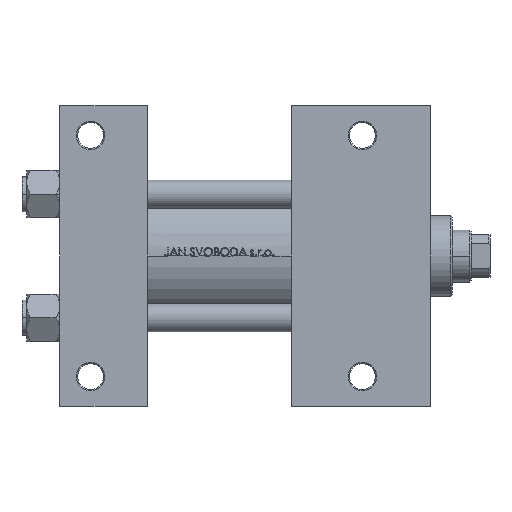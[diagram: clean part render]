
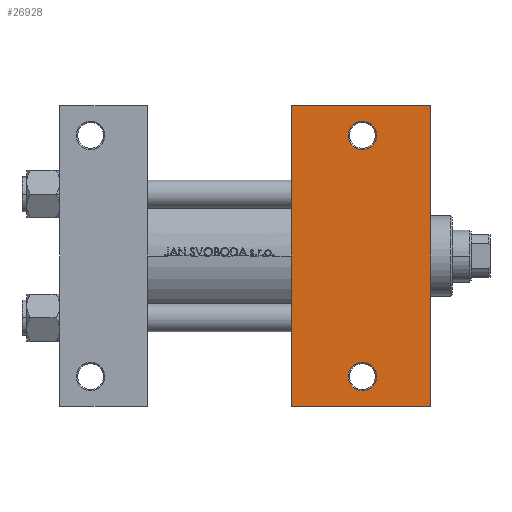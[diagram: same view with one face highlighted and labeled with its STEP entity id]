
A CAD part, front view. The second image highlights one B-rep face of the part: STEP entity #26928.
In plain terms, the highlighted face is planar.
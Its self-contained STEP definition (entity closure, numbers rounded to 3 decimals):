
#647 = CARTESIAN_POINT ( 'NONE',  ( 128., -51., -37.5 ) ) ;
#1102 = AXIS2_PLACEMENT_3D ( 'NONE', #647, #27425, #42548 ) ;
#1549 = FACE_BOUND ( 'NONE', #15375, .T. ) ;
#1943 = DIRECTION ( 'NONE',  ( 0., 0., 1. ) ) ;
#2240 = VECTOR ( 'NONE', #33148, 1000. ) ;
#2643 = ORIENTED_EDGE ( 'NONE', *, *, #4166, .T. ) ;
#3810 = VERTEX_POINT ( 'NONE', #28541 ) ;
#3869 = CARTESIAN_POINT ( 'NONE',  ( 98., 37.5, -37.5 ) ) ;
#4166 = EDGE_CURVE ( 'NONE', #4882, #31241, #16797, .T. ) ;
#4600 = EDGE_CURVE ( 'NONE', #33257, #17639, #13999, .T. ) ;
#4678 = CARTESIAN_POINT ( 'NONE',  ( 128., -51., -37.5 ) ) ;
#4882 = VERTEX_POINT ( 'NONE', #17640 ) ;
#5323 = ORIENTED_EDGE ( 'NONE', *, *, #25330, .T. ) ;
#5990 = ORIENTED_EDGE ( 'NONE', *, *, #4600, .T. ) ;
#8749 = FACE_OUTER_BOUND ( 'NONE', #14908, .T. ) ;
#8870 = AXIS2_PLACEMENT_3D ( 'NONE', #4678, #1943, #27986 ) ;
#8996 = FACE_BOUND ( 'NONE', #12714, .T. ) ;
#9742 = DIRECTION ( 'NONE',  ( -1., 0., 0. ) ) ;
#9747 = CARTESIAN_POINT ( 'NONE',  ( 157., 37.5, -37.5 ) ) ;
#10584 = CARTESIAN_POINT ( 'NONE',  ( 157., 37.5, -37.5 ) ) ;
#11206 = EDGE_CURVE ( 'NONE', #3810, #19520, #25600, .T. ) ;
#12714 = EDGE_LOOP ( 'NONE', ( #27212, #2643 ) ) ;
#13295 = CIRCLE ( 'NONE', #15766, 5.999 ) ;
#13530 = EDGE_CURVE ( 'NONE', #31241, #4882, #18566, .T. ) ;
#13696 = ORIENTED_EDGE ( 'NONE', *, *, #20454, .F. ) ;
#13999 = LINE ( 'NONE', #44227, #34976 ) ;
#14908 = EDGE_LOOP ( 'NONE', ( #13696, #5990, #15197, #47447 ) ) ;
#15197 = ORIENTED_EDGE ( 'NONE', *, *, #26533, .T. ) ;
#15375 = EDGE_LOOP ( 'NONE', ( #5323, #45743 ) ) ;
#15766 = AXIS2_PLACEMENT_3D ( 'NONE', #41122, #40639, #45301 ) ;
#16797 = CIRCLE ( 'NONE', #8870, 5.999 ) ;
#17639 = VERTEX_POINT ( 'NONE', #47848 ) ;
#17640 = CARTESIAN_POINT ( 'NONE',  ( 133.999, -51., -37.5 ) ) ;
#18566 = CIRCLE ( 'NONE', #1102, 5.999 ) ;
#19255 = CARTESIAN_POINT ( 'NONE',  ( 122., 51., -37.5 ) ) ;
#19520 = VERTEX_POINT ( 'NONE', #19255 ) ;
#19830 = DIRECTION ( 'NONE',  ( -1., 0., 0. ) ) ;
#20322 = CARTESIAN_POINT ( 'NONE',  ( 98., -63.5, -37.5 ) ) ;
#20454 = EDGE_CURVE ( 'NONE', #33257, #29646, #34115, .T. ) ;
#24841 = DIRECTION ( 'NONE',  ( 0., 0., -1. ) ) ;
#25330 = EDGE_CURVE ( 'NONE', #19520, #3810, #13295, .T. ) ;
#25378 = DIRECTION ( 'NONE',  ( 1., 0., 0. ) ) ;
#25600 = CIRCLE ( 'NONE', #39164, 5.999 ) ;
#26533 = EDGE_CURVE ( 'NONE', #17639, #32958, #44298, .T. ) ;
#26928 = ADVANCED_FACE ( 'NONE', ( #1549, #8996, #8749 ), #38986, .T. ) ;
#27212 = ORIENTED_EDGE ( 'NONE', *, *, #13530, .T. ) ;
#27425 = DIRECTION ( 'NONE',  ( 0., 0., 1. ) ) ;
#27986 = DIRECTION ( 'NONE',  ( -1., 0., 0. ) ) ;
#28541 = CARTESIAN_POINT ( 'NONE',  ( 133.999, 51., -37.5 ) ) ;
#29646 = VERTEX_POINT ( 'NONE', #31295 ) ;
#30393 = DIRECTION ( 'NONE',  ( 0., -1., 0. ) ) ;
#31241 = VERTEX_POINT ( 'NONE', #31600 ) ;
#31295 = CARTESIAN_POINT ( 'NONE',  ( 98., -63.5, -37.5 ) ) ;
#31309 = DIRECTION ( 'NONE',  ( -1., 0., 0. ) ) ;
#31600 = CARTESIAN_POINT ( 'NONE',  ( 122.001, -51., -37.5 ) ) ;
#32581 = CARTESIAN_POINT ( 'NONE',  ( 98., 63.5, -37.5 ) ) ;
#32731 = EDGE_CURVE ( 'NONE', #32958, #29646, #46842, .T. ) ;
#32958 = VERTEX_POINT ( 'NONE', #40660 ) ;
#33148 = DIRECTION ( 'NONE',  ( 0., -1., 0. ) ) ;
#33257 = VERTEX_POINT ( 'NONE', #32581 ) ;
#34115 = LINE ( 'NONE', #3869, #42514 ) ;
#34976 = VECTOR ( 'NONE', #25378, 1000. ) ;
#36311 = AXIS2_PLACEMENT_3D ( 'NONE', #9747, #24841, #31309 ) ;
#38986 = PLANE ( 'NONE',  #36311 ) ;
#39164 = AXIS2_PLACEMENT_3D ( 'NONE', #47159, #44183, #9742 ) ;
#40639 = DIRECTION ( 'NONE',  ( 0., 0., 1. ) ) ;
#40660 = CARTESIAN_POINT ( 'NONE',  ( 157., -63.5, -37.5 ) ) ;
#41122 = CARTESIAN_POINT ( 'NONE',  ( 128., 51., -37.5 ) ) ;
#42514 = VECTOR ( 'NONE', #30393, 1000. ) ;
#42548 = DIRECTION ( 'NONE',  ( -1., 0., 0. ) ) ;
#44183 = DIRECTION ( 'NONE',  ( 0., 0., 1. ) ) ;
#44227 = CARTESIAN_POINT ( 'NONE',  ( 98., 63.5, -37.5 ) ) ;
#44298 = LINE ( 'NONE', #10584, #2240 ) ;
#44538 = VECTOR ( 'NONE', #19830, 1000. ) ;
#45301 = DIRECTION ( 'NONE',  ( -1., 0., 0. ) ) ;
#45743 = ORIENTED_EDGE ( 'NONE', *, *, #11206, .T. ) ;
#46842 = LINE ( 'NONE', #20322, #44538 ) ;
#47159 = CARTESIAN_POINT ( 'NONE',  ( 128., 51., -37.5 ) ) ;
#47447 = ORIENTED_EDGE ( 'NONE', *, *, #32731, .T. ) ;
#47848 = CARTESIAN_POINT ( 'NONE',  ( 157., 63.5, -37.5 ) ) ;
